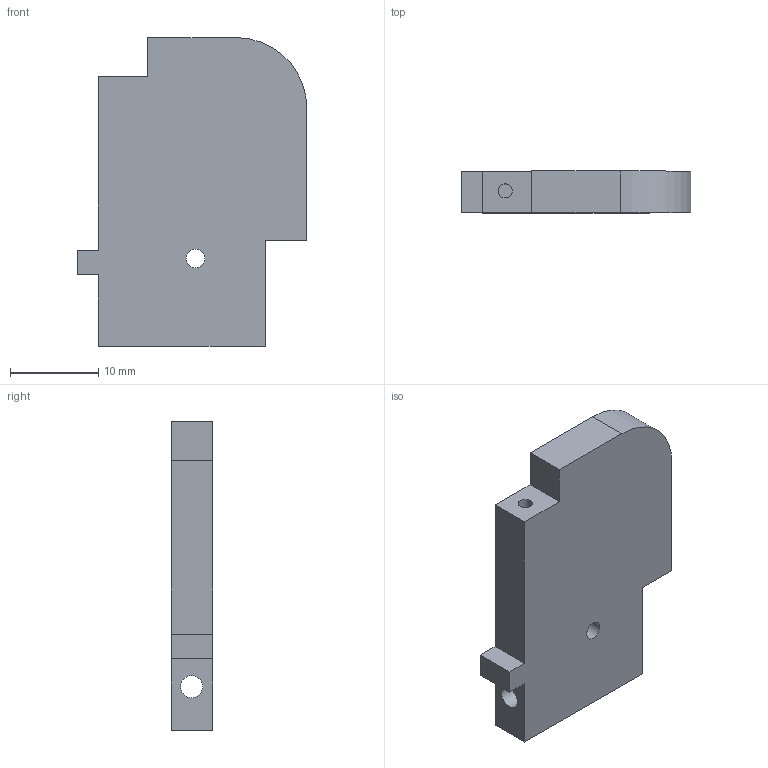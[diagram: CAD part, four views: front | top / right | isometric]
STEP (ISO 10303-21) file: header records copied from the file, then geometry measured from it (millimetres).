
FILE_DESCRIPTION(/* description */ (''),/* implementation_level */ '2;1');
FILE_NAME(/* name */ 'mcp_holder_outer_metal.stp',/* time_stamp */ '2025-01-01T16:25:29-05:00',/* author */ ('Kenny'),/* organization */ (''),/* preprocessor_version */ 'ST-DEVELOPER v20',/* originating_system */ 'Autodesk Inventor 2025',/* authorisation */ '');
FILE_SCHEMA (('AUTOMOTIVE_DESIGN { 1 0 10303 214 3 1 1 }'));
Length unit declared in the file: millimetre
Products named in the file (1): axle_holder_4gear_new_insert_final_metal
Bounding box: 26 x 4.7 x 34.95 mm (x, y, z)
Volume: 2284.1 mm3; surface area: 2451.3 mm2
Topology: 1 solids, 1 shells, 26 faces, 69 edges, 55 vertices
Faces by surface type: plane 18, cylinder 7, torus 1
Full cylindrical faces by diameter (mm): 1.6 x1, 2.1 x1, 2.5 x1, 4.1 x1, 18.15 x1
Entity records: 860 total; most frequent: CARTESIAN_POINT 147, DIRECTION 139, ORIENTED_EDGE 120, EDGE_CURVE 60, AXIS2_PLACEMENT_3D 48, LINE 43, VECTOR 43, VERTEX_POINT 40
